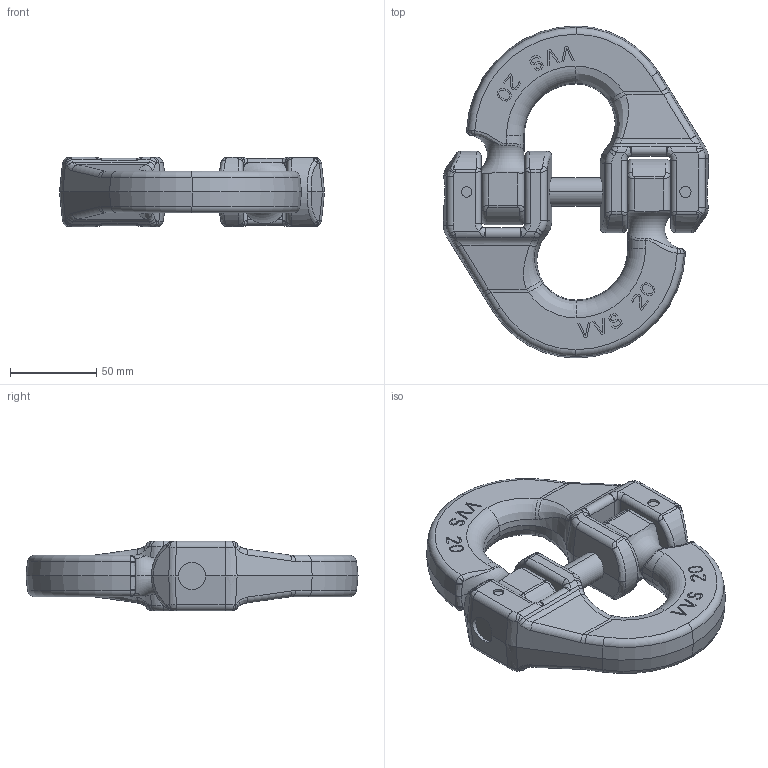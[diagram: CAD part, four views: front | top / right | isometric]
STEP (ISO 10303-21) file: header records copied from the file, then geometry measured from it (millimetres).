
FILE_DESCRIPTION((''),'2;1');
FILE_NAME('001-M34288-P-2_ASM','2012-03-07T',('Roland.Jakubetz'),(''),'PRO/ENGINEER BY PARAMETRIC TECHNOLOGY CORPORATION, 2010140','PRO/ENGINEER BY PARAMETRIC TECHNOLOGY CORPORATION, 2010140','');
FILE_SCHEMA(('CONFIG_CONTROL_DESIGN'));
Length unit declared in the file: millimetre
Products named in the file (2): 001-M34288-P-1; 001-M34288-P-2_ASM
Assembly tree (1 placements, depth 2):
  001-M34288-P-2_ASM
    001-M34288-P-1
Bounding box: 154 x 192.92 x 40.5 mm (x, y, z)
Volume: 458209.4 mm3; surface area: 67833.8 mm2
Topology: 1 solids, 1 shells, 656 faces, 1698 edges, 1056 vertices
Faces by surface type: plane 350, bspline 130, cylinder 108, torus 40, cone 28
Entity records: 28456 total; most frequent: CARTESIAN_POINT 13294, ORIENTED_EDGE 3396, DIRECTION 2786, EDGE_CURVE 1698, VECTOR 1076, LINE 1076, VERTEX_POINT 1056, AXIS2_PLACEMENT_3D 855
